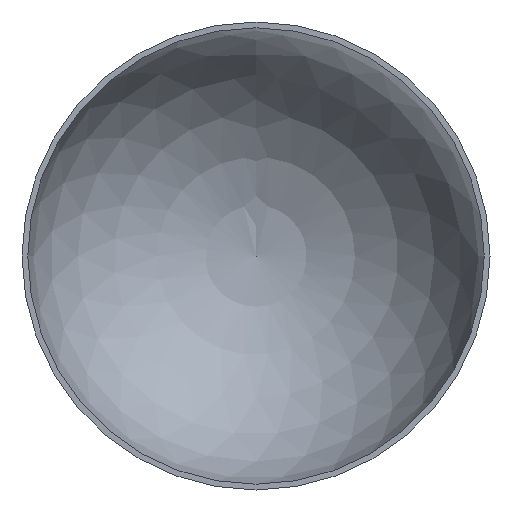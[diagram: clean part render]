
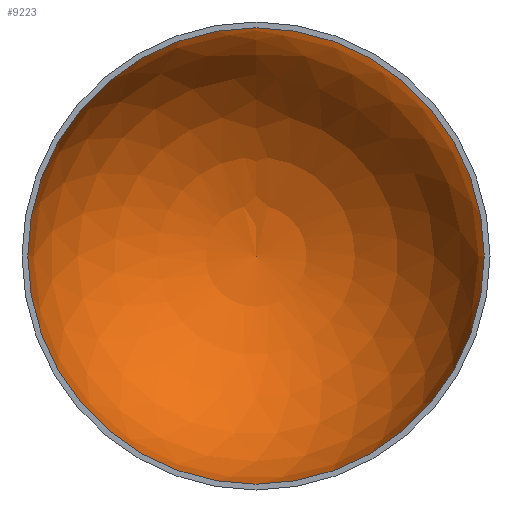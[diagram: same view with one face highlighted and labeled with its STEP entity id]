
A CAD part, front view. The second image highlights one B-rep face of the part: STEP entity #9223.
In plain terms, the highlighted spherical face has radius 987.5 mm.
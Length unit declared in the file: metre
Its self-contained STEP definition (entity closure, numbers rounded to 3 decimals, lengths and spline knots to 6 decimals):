
#9102 = DIRECTION('Dir2',(0.0,1.0,0.0));
#9103 = DIRECTION('Dir3',(0.0,0.0,1.0));
#9120 = CARTESIAN_POINT('CentreSph',(0.0,1.5,0.0));
#9121 = AXIS2_PLACEMENT_3D('Ax2P3DSph',#9120,#9102,#9103);
#9131 = CARTESIAN_POINT('PtCI',(0.9875,1.5,0.0));
#9132 = VERTEX_POINT('VertPtCI',#9131);
#9142 = SPHERICAL_SURFACE('SphereI',#9121, 0.9875);
#9152 = CIRCLE('Circ2I',#9121, 0.9875);
#9158 = EDGE_CURVE('EdgeCCCirc2I',#9132,#9132,#9152,.T.);
#9168 = ORIENTED_EDGE('CCIF',*,*,#9158,.F.);
#9208 = EDGE_LOOP('ELCCIF',(#9168));
#9216 = FACE_OUTER_BOUND('SphbotI',#9208,.T.);
#9223 = ADVANCED_FACE('SphFaceI',(#9216),#9142,.F.);
